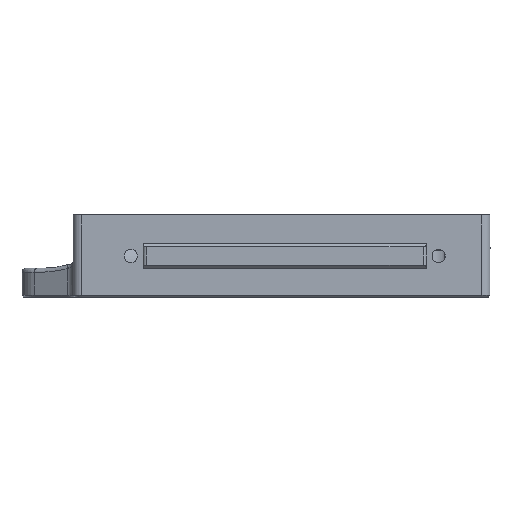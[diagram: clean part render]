
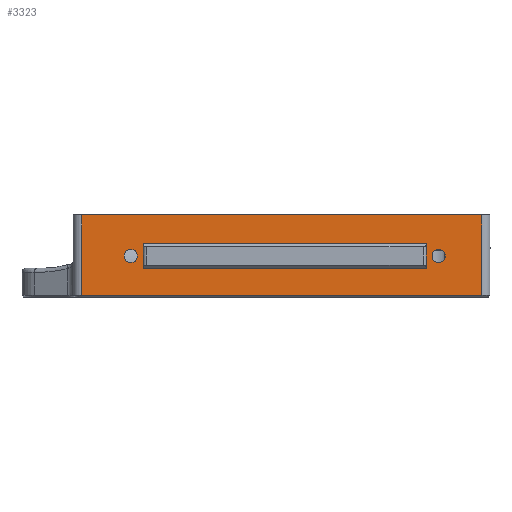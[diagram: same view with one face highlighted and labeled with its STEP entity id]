
A CAD part, front view. The second image highlights one B-rep face of the part: STEP entity #3323.
In plain terms, the highlighted planar face has unit normal (0, -1, 0).
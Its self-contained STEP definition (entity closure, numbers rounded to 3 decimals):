
#190=FACE_BOUND('',#621,.T.);
#191=FACE_BOUND('',#622,.T.);
#192=FACE_BOUND('',#623,.T.);
#277=CIRCLE('',#3632,1.6);
#278=CIRCLE('',#3633,1.6);
#416=FACE_OUTER_BOUND('',#620,.T.);
#620=EDGE_LOOP('',(#2659,#2660,#2661,#2662));
#621=EDGE_LOOP('',(#2663));
#622=EDGE_LOOP('',(#2664));
#623=EDGE_LOOP('',(#2665,#2666,#2667,#2668));
#882=LINE('',#5649,#1182);
#925=LINE('',#5766,#1225);
#926=LINE('',#5769,#1226);
#927=LINE('',#5770,#1227);
#928=LINE('',#5777,#1228);
#929=LINE('',#5779,#1229);
#930=LINE('',#5781,#1230);
#931=LINE('',#5782,#1231);
#1182=VECTOR('',#4244,10.);
#1225=VECTOR('',#4363,10.);
#1226=VECTOR('',#4366,10.);
#1227=VECTOR('',#4367,10.);
#1228=VECTOR('',#4372,10.);
#1229=VECTOR('',#4373,10.);
#1230=VECTOR('',#4374,10.);
#1231=VECTOR('',#4375,10.);
#1535=VERTEX_POINT('',#5646);
#1536=VERTEX_POINT('',#5648);
#1572=VERTEX_POINT('',#5764);
#1573=VERTEX_POINT('',#5768);
#1574=VERTEX_POINT('',#5771);
#1575=VERTEX_POINT('',#5773);
#1576=VERTEX_POINT('',#5775);
#1577=VERTEX_POINT('',#5776);
#1578=VERTEX_POINT('',#5778);
#1579=VERTEX_POINT('',#5780);
#1914=EDGE_CURVE('',#1536,#1535,#882,.T.);
#1973=EDGE_CURVE('',#1535,#1572,#925,.T.);
#1974=EDGE_CURVE('',#1573,#1572,#926,.T.);
#1975=EDGE_CURVE('',#1573,#1536,#927,.T.);
#1976=EDGE_CURVE('',#1574,#1574,#277,.T.);
#1977=EDGE_CURVE('',#1575,#1575,#278,.T.);
#1978=EDGE_CURVE('',#1576,#1577,#928,.T.);
#1979=EDGE_CURVE('',#1578,#1576,#929,.T.);
#1980=EDGE_CURVE('',#1579,#1578,#930,.T.);
#1981=EDGE_CURVE('',#1577,#1579,#931,.T.);
#2659=ORIENTED_EDGE('',*,*,#1914,.T.);
#2660=ORIENTED_EDGE('',*,*,#1973,.T.);
#2661=ORIENTED_EDGE('',*,*,#1974,.F.);
#2662=ORIENTED_EDGE('',*,*,#1975,.T.);
#2663=ORIENTED_EDGE('',*,*,#1976,.F.);
#2664=ORIENTED_EDGE('',*,*,#1977,.F.);
#2665=ORIENTED_EDGE('',*,*,#1978,.F.);
#2666=ORIENTED_EDGE('',*,*,#1979,.F.);
#2667=ORIENTED_EDGE('',*,*,#1980,.F.);
#2668=ORIENTED_EDGE('',*,*,#1981,.F.);
#3194=PLANE('',#3631);
#3323=ADVANCED_FACE('',(#416,#190,#191,#192),#3194,.F.);
#3631=AXIS2_PLACEMENT_3D('',#5767,#4364,#4365);
#3632=AXIS2_PLACEMENT_3D('',#5772,#4368,#4369);
#3633=AXIS2_PLACEMENT_3D('',#5774,#4370,#4371);
#4244=DIRECTION('',(1.,0.,0.));
#4363=DIRECTION('',(0.,0.,1.));
#4364=DIRECTION('center_axis',(0.,1.,0.));
#4365=DIRECTION('ref_axis',(1.,0.,0.));
#4366=DIRECTION('',(1.,0.,0.));
#4367=DIRECTION('',(0.,0.,-1.));
#4368=DIRECTION('center_axis',(0.,-1.,0.));
#4369=DIRECTION('ref_axis',(-1.,0.,0.));
#4370=DIRECTION('center_axis',(0.,-1.,0.));
#4371=DIRECTION('ref_axis',(-1.,0.,0.));
#4372=DIRECTION('',(0.,0.,-1.));
#4373=DIRECTION('',(-1.,0.,0.));
#4374=DIRECTION('',(0.,0.,1.));
#4375=DIRECTION('',(1.,0.,0.));
#5646=CARTESIAN_POINT('',(-47.774,483.572,53.084));
#5648=CARTESIAN_POINT('',(-145.274,483.572,53.084));
#5649=CARTESIAN_POINT('',(-91.874,483.572,53.084));
#5764=CARTESIAN_POINT('',(-47.774,483.572,72.684));
#5766=CARTESIAN_POINT('',(-47.774,483.572,72.684));
#5767=CARTESIAN_POINT('Origin',(-97.474,483.572,72.684));
#5768=CARTESIAN_POINT('',(-145.274,483.572,72.684));
#5769=CARTESIAN_POINT('',(-115.299,483.572,72.684));
#5770=CARTESIAN_POINT('',(-145.274,483.572,62.684));
#5771=CARTESIAN_POINT('',(-131.674,483.572,62.684));
#5772=CARTESIAN_POINT('Origin',(-133.274,483.572,62.684));
#5773=CARTESIAN_POINT('',(-56.674,483.572,62.684));
#5774=CARTESIAN_POINT('Origin',(-58.274,483.572,62.684));
#5775=CARTESIAN_POINT('',(-130.274,483.572,65.684));
#5776=CARTESIAN_POINT('',(-130.274,483.572,59.684));
#5777=CARTESIAN_POINT('',(-130.274,483.572,66.184));
#5778=CARTESIAN_POINT('',(-61.274,483.572,65.684));
#5779=CARTESIAN_POINT('',(-113.874,483.572,65.684));
#5780=CARTESIAN_POINT('',(-61.274,483.572,59.684));
#5781=CARTESIAN_POINT('',(-61.274,483.572,69.184));
#5782=CARTESIAN_POINT('',(-79.374,483.572,59.684));
